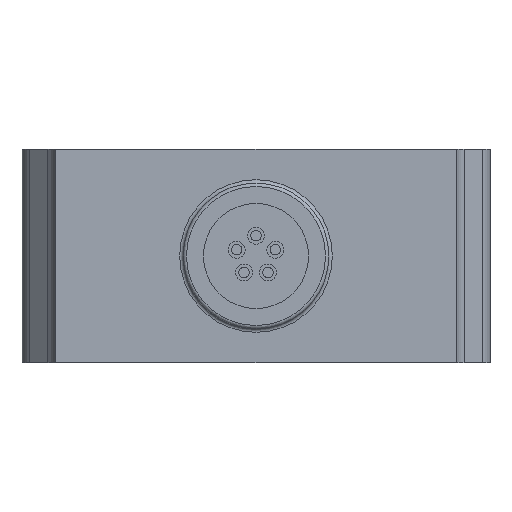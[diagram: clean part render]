
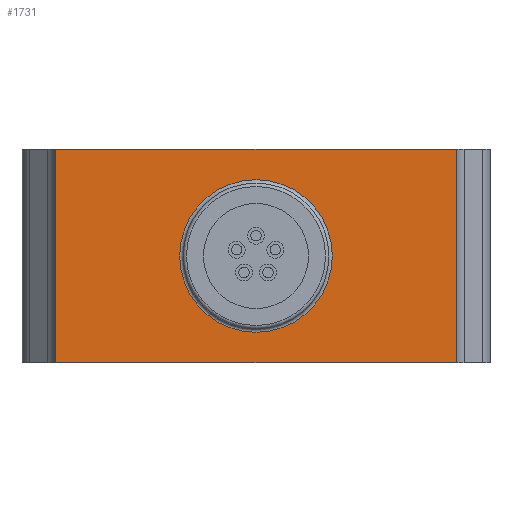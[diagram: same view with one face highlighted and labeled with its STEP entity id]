
A CAD part, front view. The second image highlights one B-rep face of the part: STEP entity #1731.
In plain terms, the highlighted planar face has unit normal (0, -1, 0).
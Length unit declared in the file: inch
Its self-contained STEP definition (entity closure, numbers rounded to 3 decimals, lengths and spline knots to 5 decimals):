
#115 = DIRECTION ( 'NONE',  ( 0., 0., -1. ) ) ;
#145 = VECTOR ( 'NONE', #1165, 39.37008 ) ;
#183 = CARTESIAN_POINT ( 'NONE',  ( -0.59, -1.20438, 0.315 ) ) ;
#192 = CIRCLE ( 'NONE', #2642, 0.225 ) ;
#422 = LINE ( 'NONE', #183, #145 ) ;
#441 = VERTEX_POINT ( 'NONE', #1883 ) ;
#605 = ORIENTED_EDGE ( 'NONE', *, *, #2831, .T. ) ;
#654 = VECTOR ( 'NONE', #115, 39.37008 ) ;
#775 = CARTESIAN_POINT ( 'NONE',  ( -0.59, -1.20438, 0.315 ) ) ;
#959 = DIRECTION ( 'NONE',  ( 0., 1., 0. ) ) ;
#982 = DIRECTION ( 'NONE',  ( 0., 0., -1. ) ) ;
#998 = CARTESIAN_POINT ( 'NONE',  ( 0., -1.20438, 0. ) ) ;
#1053 = LINE ( 'NONE', #2051, #3015 ) ;
#1089 = LINE ( 'NONE', #1584, #654 ) ;
#1091 = ORIENTED_EDGE ( 'NONE', *, *, #1969, .F. ) ;
#1095 = VERTEX_POINT ( 'NONE', #2786 ) ;
#1140 = FACE_BOUND ( 'NONE', #2918, .T. ) ;
#1165 = DIRECTION ( 'NONE',  ( 1., 0., 0. ) ) ;
#1194 = DIRECTION ( 'NONE',  ( 0., 0., 1. ) ) ;
#1551 = DIRECTION ( 'NONE',  ( 1., 0., 0. ) ) ;
#1584 = CARTESIAN_POINT ( 'NONE',  ( -0.59, -1.20438, 0.315 ) ) ;
#1731 = ADVANCED_FACE ( 'NONE', ( #1140, #2141 ), #2173, .F. ) ;
#1843 = CARTESIAN_POINT ( 'NONE',  ( 0., -1.20438, 0.225 ) ) ;
#1882 = CARTESIAN_POINT ( 'NONE',  ( -0.59, -1.20438, 0.315 ) ) ;
#1883 = CARTESIAN_POINT ( 'NONE',  ( 0.59, -1.20438, -0.315 ) ) ;
#1944 = VERTEX_POINT ( 'NONE', #775 ) ;
#1969 = EDGE_CURVE ( 'NONE', #3184, #441, #3230, .T. ) ;
#1973 = ORIENTED_EDGE ( 'NONE', *, *, #3134, .F. ) ;
#1998 = DIRECTION ( 'NONE',  ( 0., 0., 1. ) ) ;
#2051 = CARTESIAN_POINT ( 'NONE',  ( -0.59, -1.20438, -0.315 ) ) ;
#2105 = EDGE_CURVE ( 'NONE', #1095, #441, #1053, .T. ) ;
#2141 = FACE_OUTER_BOUND ( 'NONE', #2761, .T. ) ;
#2173 = PLANE ( 'NONE',  #3214 ) ;
#2190 = ORIENTED_EDGE ( 'NONE', *, *, #2105, .T. ) ;
#2272 = ORIENTED_EDGE ( 'NONE', *, *, #2318, .T. ) ;
#2318 = EDGE_CURVE ( 'NONE', #2881, #2881, #192, .T. ) ;
#2391 = DIRECTION ( 'NONE',  ( 0., 1., 0. ) ) ;
#2500 = CARTESIAN_POINT ( 'NONE',  ( 0.59, -1.20438, 0.315 ) ) ;
#2543 = VECTOR ( 'NONE', #982, 39.37008 ) ;
#2642 = AXIS2_PLACEMENT_3D ( 'NONE', #998, #959, #1998 ) ;
#2761 = EDGE_LOOP ( 'NONE', ( #2190, #1091, #1973, #605 ) ) ;
#2786 = CARTESIAN_POINT ( 'NONE',  ( -0.59, -1.20438, -0.315 ) ) ;
#2787 = CARTESIAN_POINT ( 'NONE',  ( 0.59, -1.20438, 0.315 ) ) ;
#2831 = EDGE_CURVE ( 'NONE', #1944, #1095, #1089, .T. ) ;
#2881 = VERTEX_POINT ( 'NONE', #1843 ) ;
#2918 = EDGE_LOOP ( 'NONE', ( #2272 ) ) ;
#3015 = VECTOR ( 'NONE', #1551, 39.37008 ) ;
#3134 = EDGE_CURVE ( 'NONE', #1944, #3184, #422, .T. ) ;
#3184 = VERTEX_POINT ( 'NONE', #2787 ) ;
#3214 = AXIS2_PLACEMENT_3D ( 'NONE', #1882, #2391, #1194 ) ;
#3230 = LINE ( 'NONE', #2500, #2543 ) ;
